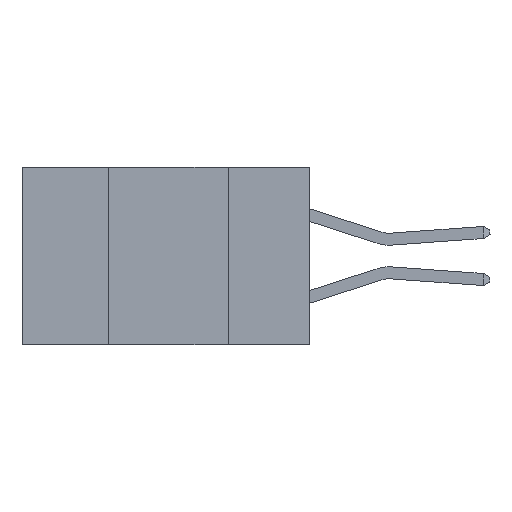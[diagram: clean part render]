
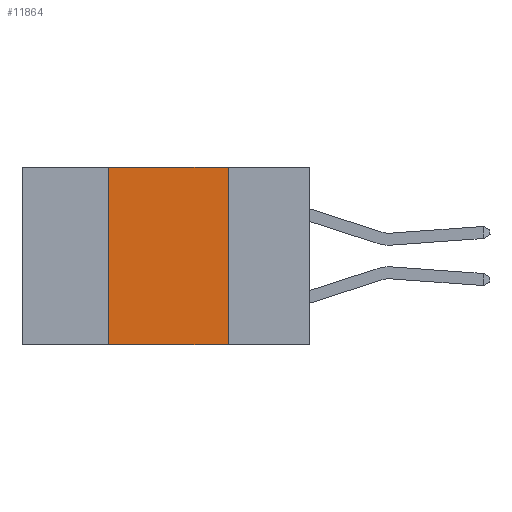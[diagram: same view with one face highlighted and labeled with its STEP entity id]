
A CAD part, left-side view. The second image highlights one B-rep face of the part: STEP entity #11864.
In plain terms, the highlighted planar face has unit normal (-1, 0, 0).
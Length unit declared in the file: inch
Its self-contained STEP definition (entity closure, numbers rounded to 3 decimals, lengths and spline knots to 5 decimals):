
#1124 = VECTOR ( 'NONE', #5719, 39.37008 ) ;
#1837 = EDGE_LOOP ( 'NONE', ( #1863, #11103, #4952, #10284 ) ) ;
#1863 = ORIENTED_EDGE ( 'NONE', *, *, #3355, .F. ) ;
#1984 = LINE ( 'NONE', #4091, #11492 ) ;
#2146 = LINE ( 'NONE', #9671, #11648 ) ;
#2426 = PLANE ( 'NONE',  #7206 ) ;
#2519 = VERTEX_POINT ( 'NONE', #4112 ) ;
#3355 = EDGE_CURVE ( 'NONE', #7331, #7082, #10007, .T. ) ;
#3368 = DIRECTION ( 'NONE',  ( 1., 0., 0. ) ) ;
#3649 = LINE ( 'NONE', #5980, #1124 ) ;
#3655 = FACE_OUTER_BOUND ( 'NONE', #1837, .T. ) ;
#3996 = EDGE_CURVE ( 'NONE', #2519, #7331, #3649, .T. ) ;
#4091 = CARTESIAN_POINT ( 'NONE',  ( 0., 0.6, -0.37 ) ) ;
#4101 = DIRECTION ( 'NONE',  ( 0., -1., 0. ) ) ;
#4112 = CARTESIAN_POINT ( 'NONE',  ( 0., 0.42, 0. ) ) ;
#4173 = CARTESIAN_POINT ( 'NONE',  ( 0., 0.17, -0.37 ) ) ;
#4625 = EDGE_CURVE ( 'NONE', #7751, #2519, #2146, .T. ) ;
#4952 = ORIENTED_EDGE ( 'NONE', *, *, #4625, .F. ) ;
#5229 = EDGE_CURVE ( 'NONE', #7751, #7082, #1984, .T. ) ;
#5464 = CARTESIAN_POINT ( 'NONE',  ( 0., 0.17, 0. ) ) ;
#5719 = DIRECTION ( 'NONE',  ( 0., -1., 0. ) ) ;
#5831 = CARTESIAN_POINT ( 'NONE',  ( 0., 0.17, -0.37 ) ) ;
#5980 = CARTESIAN_POINT ( 'NONE',  ( 0., 0.6, 0. ) ) ;
#7082 = VERTEX_POINT ( 'NONE', #4173 ) ;
#7206 = AXIS2_PLACEMENT_3D ( 'NONE', #8899, #3368, #9837 ) ;
#7331 = VERTEX_POINT ( 'NONE', #5464 ) ;
#7567 = VECTOR ( 'NONE', #8181, 39.37008 ) ;
#7751 = VERTEX_POINT ( 'NONE', #11513 ) ;
#8181 = DIRECTION ( 'NONE',  ( 0., 0., -1. ) ) ;
#8899 = CARTESIAN_POINT ( 'NONE',  ( 0., 0.6, 0. ) ) ;
#9510 = DIRECTION ( 'NONE',  ( 0., 0., 1. ) ) ;
#9671 = CARTESIAN_POINT ( 'NONE',  ( 0., 0.42, -0.37 ) ) ;
#9837 = DIRECTION ( 'NONE',  ( 0., 0., -1. ) ) ;
#10007 = LINE ( 'NONE', #5831, #7567 ) ;
#10284 = ORIENTED_EDGE ( 'NONE', *, *, #5229, .T. ) ;
#11103 = ORIENTED_EDGE ( 'NONE', *, *, #3996, .F. ) ;
#11492 = VECTOR ( 'NONE', #4101, 39.37008 ) ;
#11513 = CARTESIAN_POINT ( 'NONE',  ( 0., 0.42, -0.37 ) ) ;
#11648 = VECTOR ( 'NONE', #9510, 39.37008 ) ;
#11864 = ADVANCED_FACE ( 'NONE', ( #3655 ), #2426, .F. ) ;
